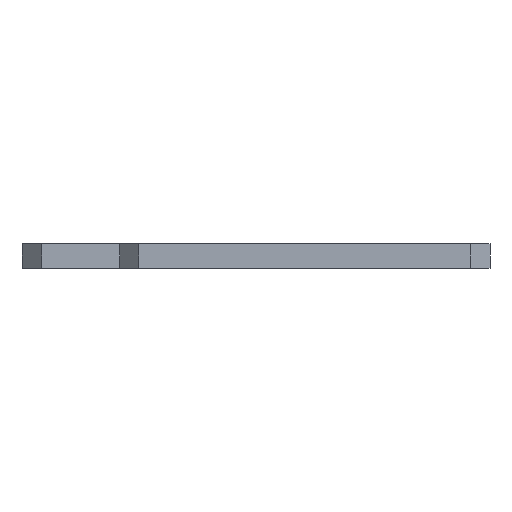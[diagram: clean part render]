
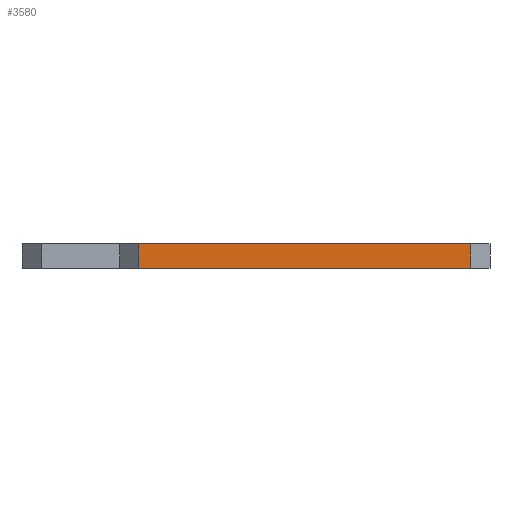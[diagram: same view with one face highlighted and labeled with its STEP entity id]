
A CAD part, left-side view. The second image highlights one B-rep face of the part: STEP entity #3580.
In plain terms, the highlighted planar face has unit normal (-1, 0, 0).
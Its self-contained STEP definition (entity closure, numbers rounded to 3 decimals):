
#83 = PLANE('',#84);
#84 = AXIS2_PLACEMENT_3D('',#85,#86,#87);
#85 = CARTESIAN_POINT('',(148.501,-105.004,1.6));
#86 = DIRECTION('',(0.,0.,1.));
#87 = DIRECTION('',(1.,0.,-0.));
#137 = PLANE('',#138);
#138 = AXIS2_PLACEMENT_3D('',#139,#140,#141);
#139 = CARTESIAN_POINT('',(148.501,-105.004,0.));
#140 = DIRECTION('',(0.,0.,1.));
#141 = DIRECTION('',(1.,0.,-0.));
#414 = VERTEX_POINT('',#415);
#415 = CARTESIAN_POINT('',(134.531,-97.384,0.));
#429 = PLANE('',#430);
#430 = AXIS2_PLACEMENT_3D('',#431,#432,#433);
#431 = CARTESIAN_POINT('',(153.581,-97.384,0.));
#432 = DIRECTION('',(0.,-1.,0.));
#433 = DIRECTION('',(-1.,0.,0.));
#441 = EDGE_CURVE('',#414,#442,#444,.T.);
#442 = VERTEX_POINT('',#443);
#443 = CARTESIAN_POINT('',(134.531,-118.974,0.));
#444 = SURFACE_CURVE('',#445,(#449,#456),.PCURVE_S1.);
#445 = LINE('',#446,#447);
#446 = CARTESIAN_POINT('',(134.531,-97.384,0.));
#447 = VECTOR('',#448,1.);
#448 = DIRECTION('',(0.,-1.,0.));
#449 = PCURVE('',#137,#450);
#450 = DEFINITIONAL_REPRESENTATION('',(#451),#455);
#451 = LINE('',#452,#453);
#452 = CARTESIAN_POINT('',(-13.97,7.62));
#453 = VECTOR('',#454,1.);
#454 = DIRECTION('',(0.,-1.));
#455 = ( GEOMETRIC_REPRESENTATION_CONTEXT(2) 
PARAMETRIC_REPRESENTATION_CONTEXT() REPRESENTATION_CONTEXT('2D SPACE',''
  ) );
#456 = PCURVE('',#457,#462);
#457 = PLANE('',#458);
#458 = AXIS2_PLACEMENT_3D('',#459,#460,#461);
#459 = CARTESIAN_POINT('',(134.531,-97.384,0.));
#460 = DIRECTION('',(1.,0.,-0.));
#461 = DIRECTION('',(0.,-1.,0.));
#462 = DEFINITIONAL_REPRESENTATION('',(#463),#467);
#463 = LINE('',#464,#465);
#464 = CARTESIAN_POINT('',(0.,0.));
#465 = VECTOR('',#466,1.);
#466 = DIRECTION('',(1.,0.));
#467 = ( GEOMETRIC_REPRESENTATION_CONTEXT(2) 
PARAMETRIC_REPRESENTATION_CONTEXT() REPRESENTATION_CONTEXT('2D SPACE',''
  ) );
#485 = PLANE('',#486);
#486 = AXIS2_PLACEMENT_3D('',#487,#488,#489);
#487 = CARTESIAN_POINT('',(134.531,-118.974,0.));
#488 = DIRECTION('',(0.707,0.707,-0.));
#489 = DIRECTION('',(0.707,-0.707,0.));
#2034 = VERTEX_POINT('',#2035);
#2035 = CARTESIAN_POINT('',(134.531,-97.384,1.6));
#2056 = EDGE_CURVE('',#2034,#2057,#2059,.T.);
#2057 = VERTEX_POINT('',#2058);
#2058 = CARTESIAN_POINT('',(134.531,-118.974,1.6));
#2059 = SURFACE_CURVE('',#2060,(#2064,#2071),.PCURVE_S1.);
#2060 = LINE('',#2061,#2062);
#2061 = CARTESIAN_POINT('',(134.531,-97.384,1.6));
#2062 = VECTOR('',#2063,1.);
#2063 = DIRECTION('',(0.,-1.,0.));
#2064 = PCURVE('',#83,#2065);
#2065 = DEFINITIONAL_REPRESENTATION('',(#2066),#2070);
#2066 = LINE('',#2067,#2068);
#2067 = CARTESIAN_POINT('',(-13.97,7.62));
#2068 = VECTOR('',#2069,1.);
#2069 = DIRECTION('',(0.,-1.));
#2070 = ( GEOMETRIC_REPRESENTATION_CONTEXT(2) 
PARAMETRIC_REPRESENTATION_CONTEXT() REPRESENTATION_CONTEXT('2D SPACE',''
  ) );
#2071 = PCURVE('',#457,#2072);
#2072 = DEFINITIONAL_REPRESENTATION('',(#2073),#2077);
#2073 = LINE('',#2074,#2075);
#2074 = CARTESIAN_POINT('',(0.,-1.6));
#2075 = VECTOR('',#2076,1.);
#2076 = DIRECTION('',(1.,0.));
#2077 = ( GEOMETRIC_REPRESENTATION_CONTEXT(2) 
PARAMETRIC_REPRESENTATION_CONTEXT() REPRESENTATION_CONTEXT('2D SPACE',''
  ) );
#3530 = EDGE_CURVE('',#442,#2057,#3531,.T.);
#3531 = SURFACE_CURVE('',#3532,(#3536,#3543),.PCURVE_S1.);
#3532 = LINE('',#3533,#3534);
#3533 = CARTESIAN_POINT('',(134.531,-118.974,0.));
#3534 = VECTOR('',#3535,1.);
#3535 = DIRECTION('',(0.,0.,1.));
#3536 = PCURVE('',#485,#3537);
#3537 = DEFINITIONAL_REPRESENTATION('',(#3538),#3542);
#3538 = LINE('',#3539,#3540);
#3539 = CARTESIAN_POINT('',(0.,0.));
#3540 = VECTOR('',#3541,1.);
#3541 = DIRECTION('',(0.,-1.));
#3542 = ( GEOMETRIC_REPRESENTATION_CONTEXT(2) 
PARAMETRIC_REPRESENTATION_CONTEXT() REPRESENTATION_CONTEXT('2D SPACE',''
  ) );
#3543 = PCURVE('',#457,#3544);
#3544 = DEFINITIONAL_REPRESENTATION('',(#3545),#3549);
#3545 = LINE('',#3546,#3547);
#3546 = CARTESIAN_POINT('',(21.59,0.));
#3547 = VECTOR('',#3548,1.);
#3548 = DIRECTION('',(0.,-1.));
#3549 = ( GEOMETRIC_REPRESENTATION_CONTEXT(2) 
PARAMETRIC_REPRESENTATION_CONTEXT() REPRESENTATION_CONTEXT('2D SPACE',''
  ) );
#3559 = EDGE_CURVE('',#414,#2034,#3560,.T.);
#3560 = SURFACE_CURVE('',#3561,(#3565,#3572),.PCURVE_S1.);
#3561 = LINE('',#3562,#3563);
#3562 = CARTESIAN_POINT('',(134.531,-97.384,0.));
#3563 = VECTOR('',#3564,1.);
#3564 = DIRECTION('',(0.,0.,1.));
#3565 = PCURVE('',#429,#3566);
#3566 = DEFINITIONAL_REPRESENTATION('',(#3567),#3571);
#3567 = LINE('',#3568,#3569);
#3568 = CARTESIAN_POINT('',(19.05,0.));
#3569 = VECTOR('',#3570,1.);
#3570 = DIRECTION('',(0.,-1.));
#3571 = ( GEOMETRIC_REPRESENTATION_CONTEXT(2) 
PARAMETRIC_REPRESENTATION_CONTEXT() REPRESENTATION_CONTEXT('2D SPACE',''
  ) );
#3572 = PCURVE('',#457,#3573);
#3573 = DEFINITIONAL_REPRESENTATION('',(#3574),#3578);
#3574 = LINE('',#3575,#3576);
#3575 = CARTESIAN_POINT('',(0.,0.));
#3576 = VECTOR('',#3577,1.);
#3577 = DIRECTION('',(0.,-1.));
#3578 = ( GEOMETRIC_REPRESENTATION_CONTEXT(2) 
PARAMETRIC_REPRESENTATION_CONTEXT() REPRESENTATION_CONTEXT('2D SPACE',''
  ) );
#3580 = ADVANCED_FACE('',(#3581),#457,.F.);
#3581 = FACE_BOUND('',#3582,.F.);
#3582 = EDGE_LOOP('',(#3583,#3584,#3585,#3586));
#3583 = ORIENTED_EDGE('',*,*,#3559,.T.);
#3584 = ORIENTED_EDGE('',*,*,#2056,.T.);
#3585 = ORIENTED_EDGE('',*,*,#3530,.F.);
#3586 = ORIENTED_EDGE('',*,*,#441,.F.);
